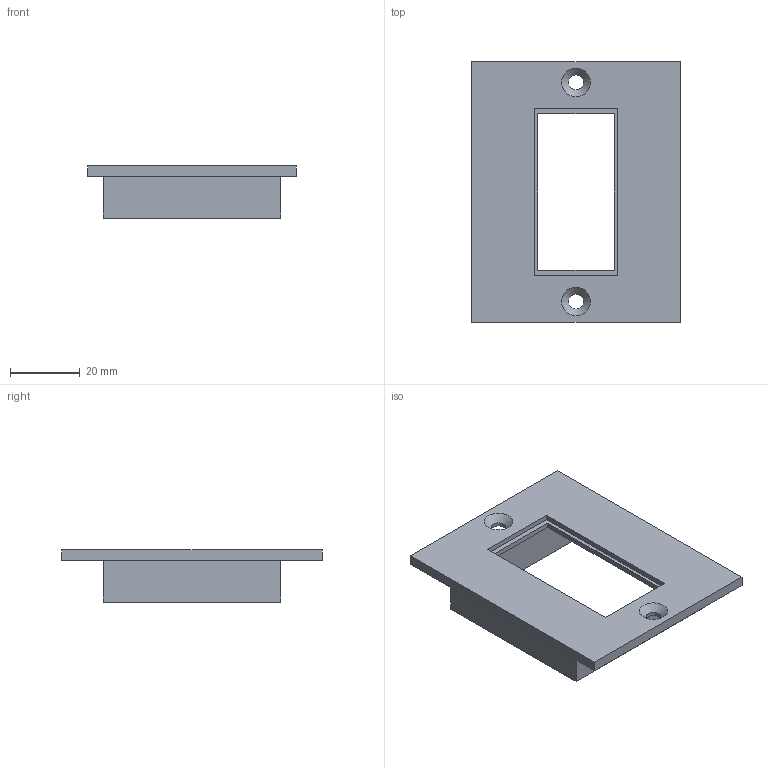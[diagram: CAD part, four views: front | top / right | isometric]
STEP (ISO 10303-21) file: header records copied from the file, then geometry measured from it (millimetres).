
FILE_DESCRIPTION(/* description */ ('STEP AP214'),/* implementation_level */ '2;1');
FILE_NAME(/* name */ '150241_PZVT-FR',/* time_stamp */ '2024-09-11T14:33:34+02:00',/* author */ ('License CC BY-ND 4.0'),/* organization */ ('CADENAS'),/* preprocessor_version */ 'ST-DEVELOPER v19.3',/* originating_system */ 'PARTsolutions',/* authorisation */ ' ');
FILE_SCHEMA (('AUTOMOTIVE_DESIGN {1 0 10303 214 3 1 1}'));
Length unit declared in the file: millimetre
Products named in the file (1): 150241 PZVT-FR
Bounding box: 60 x 75 x 15 mm (x, y, z)
Volume: 12533 mm3; surface area: 13049 mm2
Topology: 1 solids, 1 shells, 29 faces, 70 edges, 46 vertices
Faces by surface type: plane 25, cone 2, cylinder 2
Full cylindrical faces by diameter (mm): 4.3 x2
Entity records: 856 total; most frequent: CARTESIAN_POINT 142, ORIENTED_EDGE 132, DIRECTION 132, EDGE_CURVE 66, LINE 60, VECTOR 60, VERTEX_POINT 46, EDGE_LOOP 42
